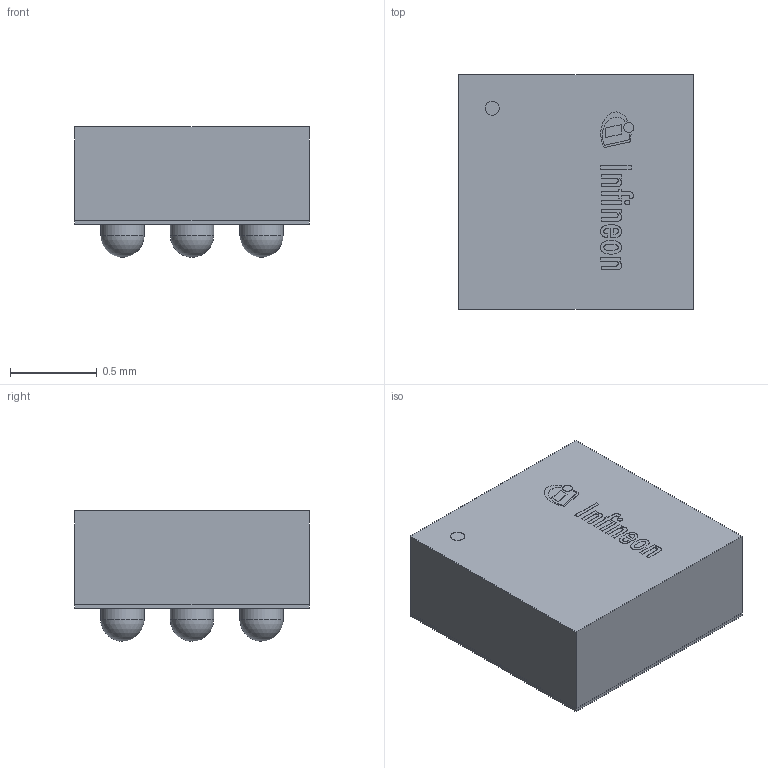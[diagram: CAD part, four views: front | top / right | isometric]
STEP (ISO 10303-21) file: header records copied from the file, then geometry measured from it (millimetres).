
FILE_DESCRIPTION(/* description */ (''),/* implementation_level */ '2;1');
FILE_NAME(/* name */ 'PG-WFWLB-9-21_Z8B00240349_V01_3D.stp',/* time_stamp */ '2024-10-18T17:23:32+05:30',/* author */ ('sivamani'),/* organization */ (''),/* preprocessor_version */ 'ST-DEVELOPER v19.2',/* originating_system */ 'AutoCAD Mechanical',/* authorisation */ '');
FILE_SCHEMA (('AUTOMOTIVE_DESIGN { 1 0 10303 214 3 1 1 }'));
Length unit declared in the file: millimetre
Products named in the file (1): Product
Bounding box: 1.35 x 1.35 x 0.75 mm (x, y, z)
Volume: 1.1 mm3; surface area: 12.7 mm2
Topology: 39 solids, 39 shells, 266 faces, 579 edges, 383 vertices
Faces by surface type: plane 201, cylinder 39, bspline 17, sphere 9
Full cylindrical faces by diameter (mm): 0.029 x1, 0.058 x1, 0.081 x2, 0.25 x9, 0.274 x12
Entity records: 7472 total; most frequent: CARTESIAN_POINT 1961, ORIENTED_EDGE 1140, DIRECTION 1023, EDGE_CURVE 570, VERTEX_POINT 383, LINE 349, VECTOR 349, AXIS2_PLACEMENT_3D 337
